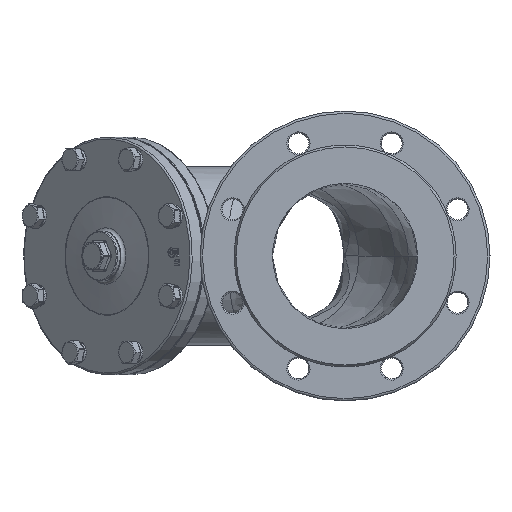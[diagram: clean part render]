
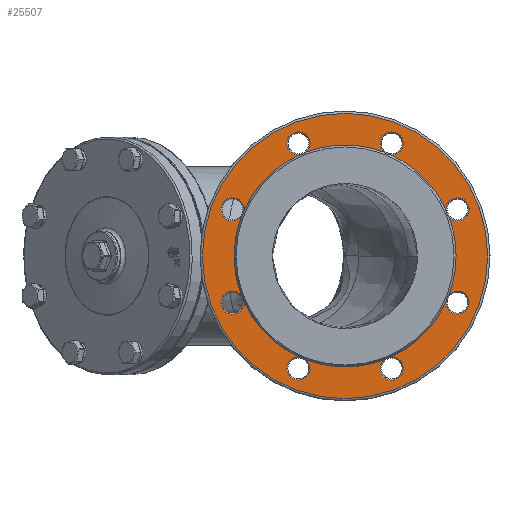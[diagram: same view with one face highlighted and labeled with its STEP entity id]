
A CAD part, left-side view. The second image highlights one B-rep face of the part: STEP entity #25507.
In plain terms, the highlighted planar face has unit normal (-1, 0, 0).
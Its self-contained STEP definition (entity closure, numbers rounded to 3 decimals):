
#5303=FACE_BOUND('',#8274,.T.);
#6612=FACE_OUTER_BOUND('',#8273,.T.);
#8273=EDGE_LOOP('',(#21405));
#8274=EDGE_LOOP('',(#21406,#21407,#21408,#21409,#21410,#21411,#21412,#21413,
#21414,#21415,#21416,#21417,#21418,#21419,#21420,#21421));
#9230=CIRCLE('',#27164,123.);
#9231=CIRCLE('',#27166,10.);
#9232=CIRCLE('',#27167,95.738);
#9233=CIRCLE('',#27168,10.);
#9234=CIRCLE('',#27169,95.738);
#9235=CIRCLE('',#27170,10.);
#9236=CIRCLE('',#27171,95.738);
#9237=CIRCLE('',#27172,10.);
#9238=CIRCLE('',#27173,95.738);
#9239=CIRCLE('',#27174,10.);
#9240=CIRCLE('',#27175,95.738);
#9241=CIRCLE('',#27176,10.);
#9242=CIRCLE('',#27177,95.738);
#9243=CIRCLE('',#27178,10.);
#9244=CIRCLE('',#27179,95.738);
#9245=CIRCLE('',#27180,10.);
#9246=CIRCLE('',#27181,95.738);
#11477=VERTEX_POINT('',#60087);
#11478=VERTEX_POINT('',#60090);
#11479=VERTEX_POINT('',#60091);
#11480=VERTEX_POINT('',#60093);
#11481=VERTEX_POINT('',#60095);
#11482=VERTEX_POINT('',#60097);
#11483=VERTEX_POINT('',#60099);
#11484=VERTEX_POINT('',#60101);
#11485=VERTEX_POINT('',#60103);
#11486=VERTEX_POINT('',#60105);
#11487=VERTEX_POINT('',#60107);
#11488=VERTEX_POINT('',#60109);
#11489=VERTEX_POINT('',#60111);
#11490=VERTEX_POINT('',#60113);
#11491=VERTEX_POINT('',#60115);
#11492=VERTEX_POINT('',#60117);
#11493=VERTEX_POINT('',#60119);
#14836=EDGE_CURVE('',#11477,#11477,#9230,.T.);
#14837=EDGE_CURVE('',#11478,#11479,#9231,.T.);
#14838=EDGE_CURVE('',#11479,#11480,#9232,.T.);
#14839=EDGE_CURVE('',#11480,#11481,#9233,.T.);
#14840=EDGE_CURVE('',#11482,#11481,#9234,.T.);
#14841=EDGE_CURVE('',#11482,#11483,#9235,.T.);
#14842=EDGE_CURVE('',#11484,#11483,#9236,.T.);
#14843=EDGE_CURVE('',#11484,#11485,#9237,.T.);
#14844=EDGE_CURVE('',#11486,#11485,#9238,.T.);
#14845=EDGE_CURVE('',#11486,#11487,#9239,.T.);
#14846=EDGE_CURVE('',#11488,#11487,#9240,.T.);
#14847=EDGE_CURVE('',#11488,#11489,#9241,.T.);
#14848=EDGE_CURVE('',#11489,#11490,#9242,.T.);
#14849=EDGE_CURVE('',#11490,#11491,#9243,.T.);
#14850=EDGE_CURVE('',#11491,#11492,#9244,.T.);
#14851=EDGE_CURVE('',#11492,#11493,#9245,.T.);
#14852=EDGE_CURVE('',#11493,#11478,#9246,.T.);
#21405=ORIENTED_EDGE('',*,*,#14836,.F.);
#21406=ORIENTED_EDGE('',*,*,#14837,.T.);
#21407=ORIENTED_EDGE('',*,*,#14838,.T.);
#21408=ORIENTED_EDGE('',*,*,#14839,.T.);
#21409=ORIENTED_EDGE('',*,*,#14840,.F.);
#21410=ORIENTED_EDGE('',*,*,#14841,.T.);
#21411=ORIENTED_EDGE('',*,*,#14842,.F.);
#21412=ORIENTED_EDGE('',*,*,#14843,.T.);
#21413=ORIENTED_EDGE('',*,*,#14844,.F.);
#21414=ORIENTED_EDGE('',*,*,#14845,.T.);
#21415=ORIENTED_EDGE('',*,*,#14846,.F.);
#21416=ORIENTED_EDGE('',*,*,#14847,.T.);
#21417=ORIENTED_EDGE('',*,*,#14848,.T.);
#21418=ORIENTED_EDGE('',*,*,#14849,.T.);
#21419=ORIENTED_EDGE('',*,*,#14850,.T.);
#21420=ORIENTED_EDGE('',*,*,#14851,.T.);
#21421=ORIENTED_EDGE('',*,*,#14852,.T.);
#22765=PLANE('',#27165);
#25507=ADVANCED_FACE('',(#6612,#5303),#22765,.T.);
#27164=AXIS2_PLACEMENT_3D('',#60088,#31734,#31735);
#27165=AXIS2_PLACEMENT_3D('',#60089,#31736,#31737);
#27166=AXIS2_PLACEMENT_3D('',#60092,#31738,#31739);
#27167=AXIS2_PLACEMENT_3D('',#60094,#31740,#31741);
#27168=AXIS2_PLACEMENT_3D('',#60096,#31742,#31743);
#27169=AXIS2_PLACEMENT_3D('',#60098,#31744,#31745);
#27170=AXIS2_PLACEMENT_3D('',#60100,#31746,#31747);
#27171=AXIS2_PLACEMENT_3D('',#60102,#31748,#31749);
#27172=AXIS2_PLACEMENT_3D('',#60104,#31750,#31751);
#27173=AXIS2_PLACEMENT_3D('',#60106,#31752,#31753);
#27174=AXIS2_PLACEMENT_3D('',#60108,#31754,#31755);
#27175=AXIS2_PLACEMENT_3D('',#60110,#31756,#31757);
#27176=AXIS2_PLACEMENT_3D('',#60112,#31758,#31759);
#27177=AXIS2_PLACEMENT_3D('',#60114,#31760,#31761);
#27178=AXIS2_PLACEMENT_3D('',#60116,#31762,#31763);
#27179=AXIS2_PLACEMENT_3D('',#60118,#31764,#31765);
#27180=AXIS2_PLACEMENT_3D('',#60120,#31766,#31767);
#27181=AXIS2_PLACEMENT_3D('',#60121,#31768,#31769);
#31734=DIRECTION('center_axis',(1.,0.,0.));
#31735=DIRECTION('ref_axis',(0.,-1.,0.));
#31736=DIRECTION('center_axis',(-1.,0.,0.));
#31737=DIRECTION('ref_axis',(0.,1.,0.));
#31738=DIRECTION('center_axis',(1.,0.,0.));
#31739=DIRECTION('ref_axis',(0.,0.383,-0.924));
#31740=DIRECTION('center_axis',(1.,0.,0.));
#31741=DIRECTION('ref_axis',(0.,0.417,-0.909));
#31742=DIRECTION('center_axis',(1.,0.,0.));
#31743=DIRECTION('ref_axis',(0.,0.924,-0.383));
#31744=DIRECTION('center_axis',(-1.,0.,0.));
#31745=DIRECTION('ref_axis',(0.,0.938,0.348));
#31746=DIRECTION('center_axis',(1.,0.,0.));
#31747=DIRECTION('ref_axis',(0.,0.924,0.383));
#31748=DIRECTION('center_axis',(-1.,0.,0.));
#31749=DIRECTION('ref_axis',(0.,0.417,0.909));
#31750=DIRECTION('center_axis',(1.,0.,0.));
#31751=DIRECTION('ref_axis',(0.,0.383,0.924));
#31752=DIRECTION('center_axis',(-1.,0.,0.));
#31753=DIRECTION('ref_axis',(0.,-0.348,0.938));
#31754=DIRECTION('center_axis',(1.,0.,0.));
#31755=DIRECTION('ref_axis',(0.,-0.383,0.924));
#31756=DIRECTION('center_axis',(-1.,0.,0.));
#31757=DIRECTION('ref_axis',(0.,-0.909,0.417));
#31758=DIRECTION('center_axis',(1.,0.,0.));
#31759=DIRECTION('ref_axis',(0.,-0.924,0.383));
#31760=DIRECTION('center_axis',(1.,0.,0.));
#31761=DIRECTION('ref_axis',(0.,-1.,0.));
#31762=DIRECTION('center_axis',(1.,0.,0.));
#31763=DIRECTION('ref_axis',(0.,-0.924,-0.383));
#31764=DIRECTION('center_axis',(1.,0.,0.));
#31765=DIRECTION('ref_axis',(0.,-0.909,-0.417));
#31766=DIRECTION('center_axis',(1.,0.,0.));
#31767=DIRECTION('ref_axis',(0.,-0.383,-0.924));
#31768=DIRECTION('center_axis',(1.,0.,0.));
#31769=DIRECTION('ref_axis',(0.,-0.348,-0.938));
#60087=CARTESIAN_POINT('',(-317.,123.,0.));
#60088=CARTESIAN_POINT('Origin',(-317.,0.,0.));
#60089=CARTESIAN_POINT('Origin',(-317.,0.,0.));
#60090=CARTESIAN_POINT('',(-317.,33.286,-89.765));
#60091=CARTESIAN_POINT('',(-317.,39.937,-87.01));
#60092=CARTESIAN_POINT('Origin',(-317.,40.182,-97.007));
#60093=CARTESIAN_POINT('',(-317.,87.01,-39.937));
#60094=CARTESIAN_POINT('Origin',(-317.,0.,0.));
#60095=CARTESIAN_POINT('',(-317.,89.765,-33.286));
#60096=CARTESIAN_POINT('Origin',(-317.,97.007,-40.182));
#60097=CARTESIAN_POINT('',(-317.,89.765,33.286));
#60098=CARTESIAN_POINT('Origin',(-317.,0.,0.));
#60099=CARTESIAN_POINT('',(-317.,87.01,39.937));
#60100=CARTESIAN_POINT('Origin',(-317.,97.007,40.182));
#60101=CARTESIAN_POINT('',(-317.,39.937,87.01));
#60102=CARTESIAN_POINT('Origin',(-317.,0.,0.));
#60103=CARTESIAN_POINT('',(-317.,33.286,89.765));
#60104=CARTESIAN_POINT('Origin',(-317.,40.182,97.007));
#60105=CARTESIAN_POINT('',(-317.,-33.286,89.765));
#60106=CARTESIAN_POINT('Origin',(-317.,0.,0.));
#60107=CARTESIAN_POINT('',(-317.,-39.937,87.01));
#60108=CARTESIAN_POINT('Origin',(-317.,-40.182,97.007));
#60109=CARTESIAN_POINT('',(-317.,-87.01,39.937));
#60110=CARTESIAN_POINT('Origin',(-317.,0.,0.));
#60111=CARTESIAN_POINT('',(-317.,-89.765,33.286));
#60112=CARTESIAN_POINT('Origin',(-317.,-97.007,40.182));
#60113=CARTESIAN_POINT('',(-317.,-89.765,-33.286));
#60114=CARTESIAN_POINT('Origin',(-317.,0.,0.));
#60115=CARTESIAN_POINT('',(-317.,-87.01,-39.937));
#60116=CARTESIAN_POINT('Origin',(-317.,-97.007,-40.182));
#60117=CARTESIAN_POINT('',(-317.,-39.937,-87.01));
#60118=CARTESIAN_POINT('Origin',(-317.,0.,0.));
#60119=CARTESIAN_POINT('',(-317.,-33.286,-89.765));
#60120=CARTESIAN_POINT('Origin',(-317.,-40.182,-97.007));
#60121=CARTESIAN_POINT('Origin',(-317.,0.,0.));
